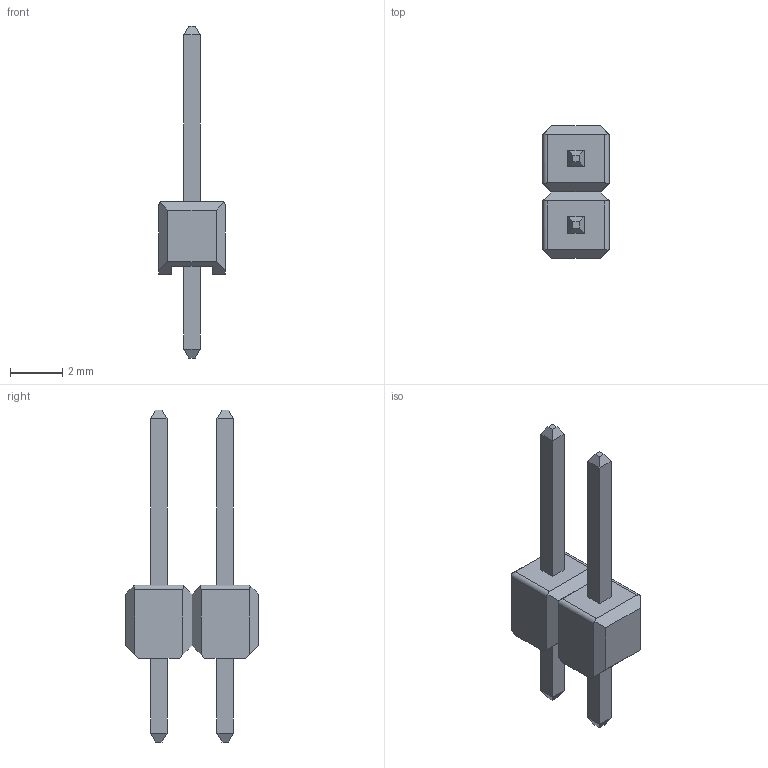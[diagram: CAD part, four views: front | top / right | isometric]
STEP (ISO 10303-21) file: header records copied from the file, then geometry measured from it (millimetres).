
FILE_DESCRIPTION(('FreeCAD Model'),'2;1');
FILE_NAME('header_1x2_TH_2_54mm078.step', '2016-03-03T21:01:08',('Author'),(''), 'Open CASCADE STEP processor 6.8','FreeCAD','Unknown');
FILE_SCHEMA(('AUTOMOTIVE_DESIGN_CC2 { 1 2 10303 214 -1 1 5 4 }'));
Length unit declared in the file: millimetre
Products named in the file (2): ASSEMBLY; header_1x2_TH_2_54mm078
Assembly tree (1 placements, depth 2):
  ASSEMBLY
    header_1x2_TH_2_54mm078
Bounding box: 2.54 x 5.08 x 12.7 mm (x, y, z)
Surface area: 121.4 mm2 (no closed solid volume)
Topology: 0 solids, 1 shells, 78 faces, 208 edges, 132 vertices
Faces by surface type: plane 74, cylinder 4
Entity records: 5781 total; most frequent: CARTESIAN_POINT 1108, DIRECTION 734, LINE 574, VECTOR 574, ORIENTED_EDGE 416, PCURVE 416, DEFINITIONAL_REPRESENTATION 416, EDGE_CURVE 208
